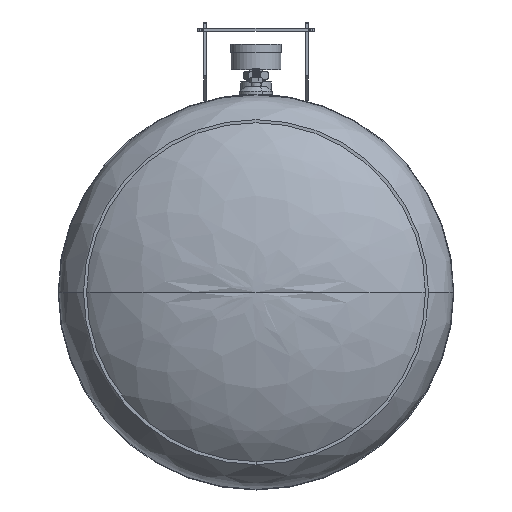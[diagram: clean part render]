
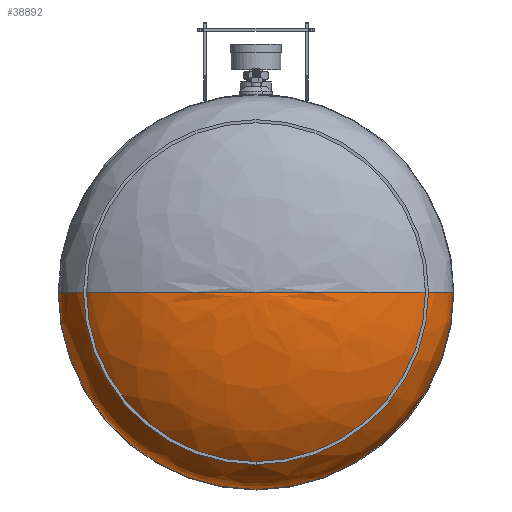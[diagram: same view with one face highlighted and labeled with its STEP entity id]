
A CAD part, front view. The second image highlights one B-rep face of the part: STEP entity #38892.
In plain terms, the highlighted free-form (B-spline) face has degree [3, 3] with [4, 4] control points.
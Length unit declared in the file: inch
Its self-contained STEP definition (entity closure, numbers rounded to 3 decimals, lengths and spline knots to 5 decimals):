
#1513 = ORIENTED_EDGE ( 'NONE', *, *, #5622, .F. ) ;
#1923 = CARTESIAN_POINT ( 'NONE',  ( 8., 2.88464, 16. ) ) ;
#2351 = CARTESIAN_POINT ( 'NONE',  ( 0., 4.562, 0. ) ) ;
#2830 = CIRCLE ( 'NONE', #25733, 8. ) ;
#2925 = CARTESIAN_POINT ( 'NONE',  ( 0., 0.5125, 8. ) ) ;
#3033 = CARTESIAN_POINT ( 'NONE',  ( 0., 4.562, 0. ) ) ;
#3067 = AXIS2_PLACEMENT_3D ( 'NONE', #37944, #6805, #19308 ) ;
#3145 = CARTESIAN_POINT ( 'NONE',  ( -4.68629, 4.562, 0. ) ) ;
#4607 = EDGE_CURVE ( 'NONE', #21981, #20783, #31988, .T. ) ;
#4609 = CARTESIAN_POINT ( 'NONE',  ( -8., 2.88464, 0. ) ) ;
#4814 = CARTESIAN_POINT ( 'NONE',  ( -4.68629, 4.562, 0. ) ) ;
#5622 = EDGE_CURVE ( 'NONE', #11094, #17072, #2830, .T. ) ;
#6805 = DIRECTION ( 'NONE',  ( 0., -1., 0. ) ) ;
#7646 = CIRCLE ( 'NONE', #3067, 8. ) ;
#8317 = CARTESIAN_POINT ( 'NONE',  ( 8., 0.5125, 16. ) ) ;
#8519 = FACE_OUTER_BOUND ( 'NONE', #32248, .T. ) ;
#10775 = ORIENTED_EDGE ( 'NONE', *, *, #4607, .F. ) ;
#11094 = VERTEX_POINT ( 'NONE', #2925 ) ;
#12888 =( BOUNDED_SURFACE ( )  B_SPLINE_SURFACE ( 3, 3, ( 
 ( #26747, #2351, #32705, #21033 ),
 ( #23668, #35762, #33318, #4814 ),
 ( #17547, #1923, #27173, #4609 ),
 ( #26539, #8317, #26953, #29838 ) ),
 .UNSPECIFIED., .F., .F., .T. ) 
 B_SPLINE_SURFACE_WITH_KNOTS ( ( 4, 4 ),
 ( 4, 4 ),
 ( 0., 1. ),
 ( 0., 1. ),
 .UNSPECIFIED. ) 
 GEOMETRIC_REPRESENTATION_ITEM ( )  RATIONAL_B_SPLINE_SURFACE ( (
 ( 1., 0.333, 0.333, 1.),
 ( 0.805, 0.268, 0.268, 0.805),
 ( 0.805, 0.268, 0.268, 0.805),
 ( 1., 0.333, 0.333, 1.) ) ) 
 REPRESENTATION_ITEM ( '' )  SURFACE ( )  );
#13801 = CARTESIAN_POINT ( 'NONE',  ( 4.68629, 4.562, 0. ) ) ;
#16485 = DIRECTION ( 'NONE',  ( 0., 0., -1. ) ) ;
#17072 = VERTEX_POINT ( 'NONE', #26109 ) ;
#17547 = CARTESIAN_POINT ( 'NONE',  ( 8., 2.88464, 0. ) ) ;
#19308 = DIRECTION ( 'NONE',  ( 0., 0., -1. ) ) ;
#19560 = DIRECTION ( 'NONE',  ( 0., -1., 0. ) ) ;
#20783 = VERTEX_POINT ( 'NONE', #35992 ) ;
#21033 = CARTESIAN_POINT ( 'NONE',  ( 0., 4.562, 0. ) ) ;
#21981 = VERTEX_POINT ( 'NONE', #3033 ) ;
#23010 = CARTESIAN_POINT ( 'NONE',  ( 0., 4.562, 0. ) ) ;
#23668 = CARTESIAN_POINT ( 'NONE',  ( 4.68629, 4.562, 0. ) ) ;
#25124 = EDGE_CURVE ( 'NONE', #20783, #11094, #7646, .T. ) ;
#25603 = ORIENTED_EDGE ( 'NONE', *, *, #25124, .F. ) ;
#25733 = AXIS2_PLACEMENT_3D ( 'NONE', #34730, #19560, #16485 ) ;
#26109 = CARTESIAN_POINT ( 'NONE',  ( -8., 0.5125, 0. ) ) ;
#26539 = CARTESIAN_POINT ( 'NONE',  ( 8., 0.5125, 0. ) ) ;
#26747 = CARTESIAN_POINT ( 'NONE',  ( 0., 4.562, 0. ) ) ;
#26953 = CARTESIAN_POINT ( 'NONE',  ( -8., 0.5125, 16. ) ) ;
#27173 = CARTESIAN_POINT ( 'NONE',  ( -8., 2.88464, 16. ) ) ;
#28367 = CARTESIAN_POINT ( 'NONE',  ( -8., 0.5125, 0. ) ) ;
#29838 = CARTESIAN_POINT ( 'NONE',  ( -8., 0.5125, 0. ) ) ;
#31108 = EDGE_CURVE ( 'NONE', #21981, #17072, #35693, .T. ) ;
#31256 = CARTESIAN_POINT ( 'NONE',  ( 0., 4.562, 0. ) ) ;
#31988 =( BOUNDED_CURVE ( )  B_SPLINE_CURVE ( 3, ( #23010, #13801, #39001, #36124 ),
 .UNSPECIFIED., .F., .T. ) 
 B_SPLINE_CURVE_WITH_KNOTS ( ( 4, 4 ),
 ( 1.5708, 3.14159 ),
 .UNSPECIFIED. ) 
 CURVE ( )  GEOMETRIC_REPRESENTATION_ITEM ( )  RATIONAL_B_SPLINE_CURVE ( ( 1., 0.805, 0.805, 1. ) ) 
 REPRESENTATION_ITEM ( '' )  );
#32248 = EDGE_LOOP ( 'NONE', ( #10775, #36250, #1513, #25603 ) ) ;
#32705 = CARTESIAN_POINT ( 'NONE',  ( 0., 4.562, 0. ) ) ;
#33318 = CARTESIAN_POINT ( 'NONE',  ( -4.68629, 4.562, 9.37258 ) ) ;
#34730 = CARTESIAN_POINT ( 'NONE',  ( 0., 0.5125, 0. ) ) ;
#35693 =( BOUNDED_CURVE ( )  B_SPLINE_CURVE ( 3, ( #31256, #3145, #36992, #28367 ),
 .UNSPECIFIED., .F., .T. ) 
 B_SPLINE_CURVE_WITH_KNOTS ( ( 4, 4 ),
 ( 1.5708, 3.14159 ),
 .UNSPECIFIED. ) 
 CURVE ( )  GEOMETRIC_REPRESENTATION_ITEM ( )  RATIONAL_B_SPLINE_CURVE ( ( 1., 0.805, 0.805, 1. ) ) 
 REPRESENTATION_ITEM ( '' )  );
#35762 = CARTESIAN_POINT ( 'NONE',  ( 4.68629, 4.562, 9.37258 ) ) ;
#35992 = CARTESIAN_POINT ( 'NONE',  ( 8., 0.5125, 0. ) ) ;
#36124 = CARTESIAN_POINT ( 'NONE',  ( 8., 0.5125, 0. ) ) ;
#36250 = ORIENTED_EDGE ( 'NONE', *, *, #31108, .T. ) ;
#36992 = CARTESIAN_POINT ( 'NONE',  ( -8., 2.88464, 0. ) ) ;
#37944 = CARTESIAN_POINT ( 'NONE',  ( 0., 0.5125, 0. ) ) ;
#38892 = ADVANCED_FACE ( 'NONE', ( #8519 ), #12888, .F. ) ;
#39001 = CARTESIAN_POINT ( 'NONE',  ( 8., 2.88464, 0. ) ) ;
